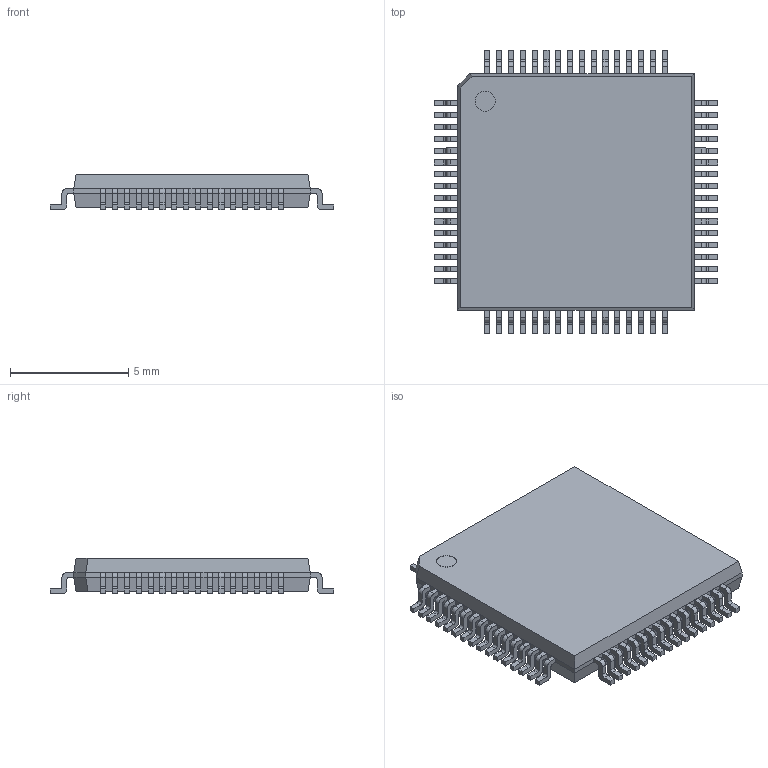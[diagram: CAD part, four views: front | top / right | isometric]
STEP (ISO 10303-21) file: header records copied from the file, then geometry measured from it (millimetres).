
FILE_DESCRIPTION(('FreeCAD Model'),'2;1');
FILE_NAME( 'tqfp64_10x10.stp', '2015-12-04T05:03:39',('Author'),(''), 'Open CASCADE STEP processor 6.7','FreeCAD','Unknown');
FILE_SCHEMA(('AUTOMOTIVE_DESIGN_CC2 { 1 2 10303 214 -1 1 5 4 }'));
Length unit declared in the file: millimetre
Products named in the file (6): ASSEMBLY; Pocket; Array_(Mirror_#1); Array; Clone_of_Array_(Mirror_#2); Clone_of_Array_(Mirror_#1)
Assembly tree (5 placements, depth 2):
  ASSEMBLY
    Pocket
    Array_(Mirror_#1)
    Array
    Clone_of_Array_(Mirror_#2)
    Clone_of_Array_(Mirror_#1)
Bounding box: 12 x 12 x 1.5 mm (x, y, z)
Volume: 142.2 mm3; surface area: 341.3 mm2
Topology: 65 solids, 65 shells, 917 faces, 2348 edges, 1562 vertices
Faces by surface type: plane 658, cylinder 257, bspline 2
Full cylindrical faces by diameter (mm): 0.839 x1
Entity records: 58620 total; most frequent: CARTESIAN_POINT 12399, DIRECTION 8003, LINE 4972, VECTOR 4972, ORIENTED_EDGE 4696, PCURVE 4696, DEFINITIONAL_REPRESENTATION 4696, EDGE_CURVE 2348
